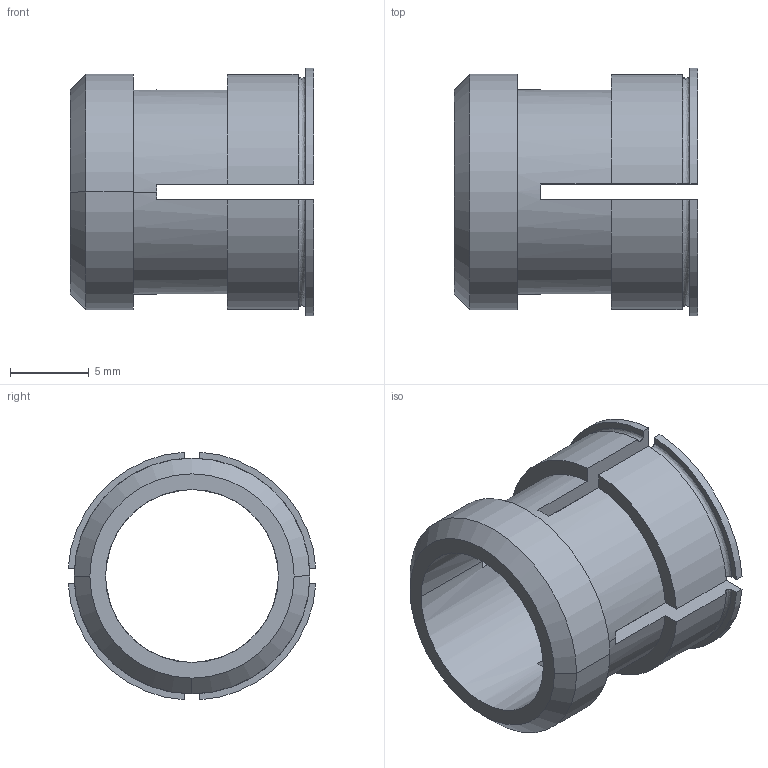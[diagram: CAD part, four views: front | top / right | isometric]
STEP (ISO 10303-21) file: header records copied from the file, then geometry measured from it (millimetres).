
FILE_DESCRIPTION (( 'STEP AP214' ), '1' );
FILE_NAME ('BR1-11.STEP', '2024-06-24T19:37:52', ( '' ), ( '' ), 'SwSTEP 2.0', 'SolidWorks 2021', '' );
FILE_SCHEMA (( 'AUTOMOTIVE_DESIGN' ));
Length unit declared in the file: inch
Products named in the file (1): BR1-11
Bounding box: 15.5 x 15.77 x 15.77 mm (x, y, z)
Volume: 921.4 mm3; surface area: 1531.5 mm2
Topology: 1 solids, 1 shells, 54 faces, 153 edges, 101 vertices
Faces by surface type: plane 26, cylinder 17, cone 7, bspline 4
Entity records: 2078 total; most frequent: CARTESIAN_POINT 629, ORIENTED_EDGE 306, DIRECTION 292, EDGE_CURVE 153, AXIS2_PLACEMENT_3D 108, VERTEX_POINT 101, VECTOR 76, LINE 76
